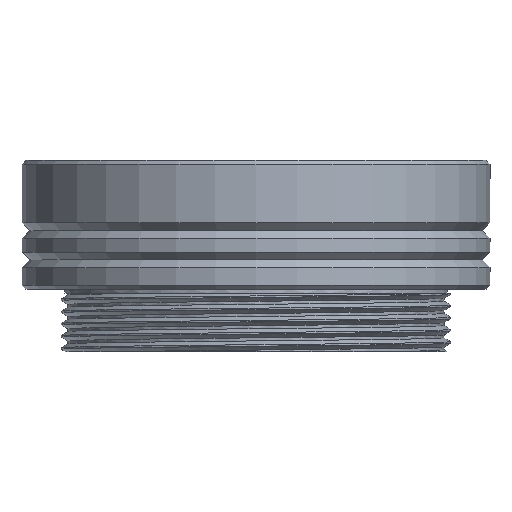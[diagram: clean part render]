
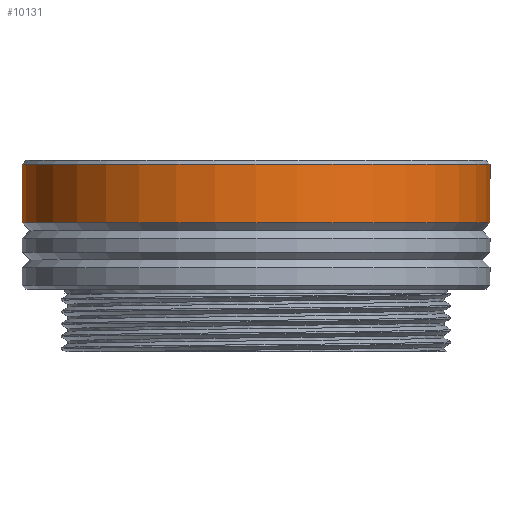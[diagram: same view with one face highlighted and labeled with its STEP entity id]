
A CAD part, front view. The second image highlights one B-rep face of the part: STEP entity #10131.
In plain terms, the highlighted cylindrical face has radius 15.24 mm (diameter 30.48 mm), a full revolution.
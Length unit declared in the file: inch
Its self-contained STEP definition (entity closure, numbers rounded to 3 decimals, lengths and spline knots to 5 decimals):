
#615=FACE_OUTER_BOUND('',#1197,.T.);
#1197=EDGE_LOOP('',(#7156,#7157,#7158,#7159,#7160));
#1746=CIRCLE('',#10720,0.6);
#1747=CIRCLE('',#10721,0.6);
#1748=CIRCLE('',#10722,0.6);
#2526=LINE('',#19749,#3424);
#3424=VECTOR('',#11424,0.6);
#4536=VERTEX_POINT('',#19744);
#4537=VERTEX_POINT('',#19745);
#4538=VERTEX_POINT('',#19748);
#5564=EDGE_CURVE('',#4536,#4537,#1746,.T.);
#5565=EDGE_CURVE('',#4537,#4536,#1747,.T.);
#5566=EDGE_CURVE('',#4536,#4538,#2526,.T.);
#5567=EDGE_CURVE('',#4538,#4538,#1748,.T.);
#7156=ORIENTED_EDGE('',*,*,#5564,.T.);
#7157=ORIENTED_EDGE('',*,*,#5565,.T.);
#7158=ORIENTED_EDGE('',*,*,#5566,.T.);
#7159=ORIENTED_EDGE('',*,*,#5567,.T.);
#7160=ORIENTED_EDGE('',*,*,#5566,.F.);
#9557=CYLINDRICAL_SURFACE('',#10719,0.6);
#10131=ADVANCED_FACE('',(#615),#9557,.T.);
#10719=AXIS2_PLACEMENT_3D('',#19743,#11418,#11419);
#10720=AXIS2_PLACEMENT_3D('',#19746,#11420,#11421);
#10721=AXIS2_PLACEMENT_3D('',#19747,#11422,#11423);
#10722=AXIS2_PLACEMENT_3D('',#19750,#11425,#11426);
#11418=DIRECTION('center_axis',(0.,0.,1.));
#11419=DIRECTION('ref_axis',(1.,0.,0.));
#11420=DIRECTION('center_axis',(0.,0.,-1.));
#11421=DIRECTION('ref_axis',(-1.,0.,0.));
#11422=DIRECTION('center_axis',(0.,0.,-1.));
#11423=DIRECTION('ref_axis',(-1.,0.,0.));
#11424=DIRECTION('',(0.,0.,-1.));
#11425=DIRECTION('center_axis',(0.,0.,1.));
#11426=DIRECTION('ref_axis',(1.,0.,0.));
#19743=CARTESIAN_POINT('Origin',(0.69294,-0.79907,0.42222));
#19744=CARTESIAN_POINT('',(0.09294,-0.79907,0.41222));
#19745=CARTESIAN_POINT('',(1.29294,-0.79907,0.41222));
#19746=CARTESIAN_POINT('Origin',(0.69294,-0.79907,0.41222));
#19747=CARTESIAN_POINT('Origin',(0.69294,-0.79907,0.41222));
#19748=CARTESIAN_POINT('',(0.09294,-0.79907,0.26222));
#19749=CARTESIAN_POINT('',(0.09294,-0.79907,0.42222));
#19750=CARTESIAN_POINT('Origin',(0.69294,-0.79907,0.26222));
